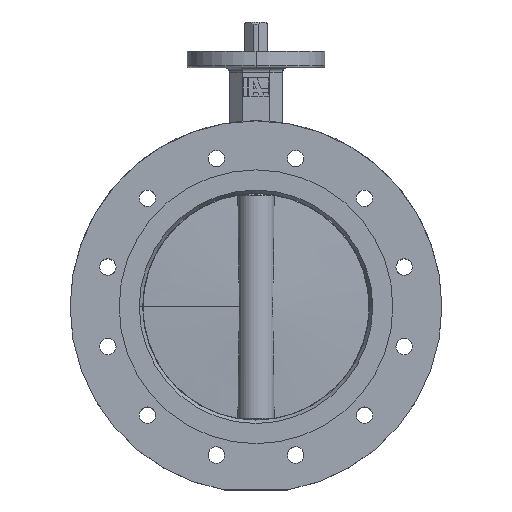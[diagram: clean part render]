
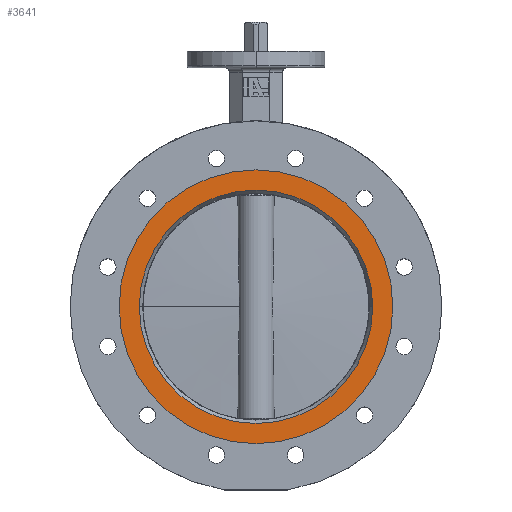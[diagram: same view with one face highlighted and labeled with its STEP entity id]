
A CAD part, top view. The second image highlights one B-rep face of the part: STEP entity #3641.
In plain terms, the highlighted planar face has unit normal (0, 0, 1).
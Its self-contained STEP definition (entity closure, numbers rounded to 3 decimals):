
#755 = CIRCLE ( 'NONE', #1335, 127.464 ) ;
#761 = CIRCLE ( 'NONE', #1340, 127.464 ) ;
#778 = CIRCLE ( 'NONE', #1345, 149.5 ) ;
#794 = CIRCLE ( 'NONE', #1350, 149.5 ) ;
#1100 = AXIS2_PLACEMENT_3D ( 'NONE', #1548, #1547, #1552 ) ;
#1335 = AXIS2_PLACEMENT_3D ( 'NONE', #5886, #5887, #5888 ) ;
#1340 = AXIS2_PLACEMENT_3D ( 'NONE', #3720, #3721, #3722 ) ;
#1345 = AXIS2_PLACEMENT_3D ( 'NONE', #3745, #3746, #3747 ) ;
#1350 = AXIS2_PLACEMENT_3D ( 'NONE', #3770, #3771, #3772 ) ;
#1547 = DIRECTION ( 'NONE',  ( 0., 0., 1. ) ) ;
#1548 = CARTESIAN_POINT ( 'NONE',  ( 0., 0., 34. ) ) ;
#1550 = PLANE ( 'NONE',  #1100 ) ;
#1552 = DIRECTION ( 'NONE',  ( 1., 0., 0. ) ) ;
#1738 = CARTESIAN_POINT ( 'NONE',  ( -127.464, 0., 34. ) ) ;
#1742 = CARTESIAN_POINT ( 'NONE',  ( -149.5, 0., 34. ) ) ;
#1747 = CARTESIAN_POINT ( 'NONE',  ( 149.5, 0., 34. ) ) ;
#1750 = CARTESIAN_POINT ( 'NONE',  ( 127.464, 0., 34. ) ) ;
#2239 = ORIENTED_EDGE ( 'NONE', *, *, #6398, .T. ) ;
#2240 = ORIENTED_EDGE ( 'NONE', *, *, #6392, .T. ) ;
#2241 = ORIENTED_EDGE ( 'NONE', *, *, #6408, .T. ) ;
#2242 = ORIENTED_EDGE ( 'NONE', *, *, #6419, .T. ) ;
#3641 = ADVANCED_FACE ( 'NONE', ( #4598, #4600 ), #1550, .T. ) ;
#3720 = CARTESIAN_POINT ( 'NONE',  ( 0., 0., 34. ) ) ;
#3721 = DIRECTION ( 'NONE',  ( 0., 0., -1. ) ) ;
#3722 = DIRECTION ( 'NONE',  ( 1., 0., 0. ) ) ;
#3745 = CARTESIAN_POINT ( 'NONE',  ( 0., 0., 34. ) ) ;
#3746 = DIRECTION ( 'NONE',  ( 0., 0., 1. ) ) ;
#3747 = DIRECTION ( 'NONE',  ( 1., 0., 0. ) ) ;
#3770 = CARTESIAN_POINT ( 'NONE',  ( 0., 0., 34. ) ) ;
#3771 = DIRECTION ( 'NONE',  ( 0., 0., 1. ) ) ;
#3772 = DIRECTION ( 'NONE',  ( 1., 0., 0. ) ) ;
#4208 = VERTEX_POINT ( 'NONE', #1738 ) ;
#4214 = VERTEX_POINT ( 'NONE', #1742 ) ;
#4219 = VERTEX_POINT ( 'NONE', #1747 ) ;
#4222 = VERTEX_POINT ( 'NONE', #1750 ) ;
#4271 = EDGE_LOOP ( 'NONE', ( #2241, #2242 ) ) ;
#4297 = EDGE_LOOP ( 'NONE', ( #2239, #2240 ) ) ;
#4598 = FACE_BOUND ( 'NONE', #4297, .T. ) ;
#4600 = FACE_OUTER_BOUND ( 'NONE', #4271, .T. ) ;
#5886 = CARTESIAN_POINT ( 'NONE',  ( 0., 0., 34. ) ) ;
#5887 = DIRECTION ( 'NONE',  ( 0., 0., -1. ) ) ;
#5888 = DIRECTION ( 'NONE',  ( 1., 0., 0. ) ) ;
#6392 = EDGE_CURVE ( 'NONE', #4208, #4222, #755, .T. ) ;
#6398 = EDGE_CURVE ( 'NONE', #4222, #4208, #761, .T. ) ;
#6408 = EDGE_CURVE ( 'NONE', #4214, #4219, #778, .T. ) ;
#6419 = EDGE_CURVE ( 'NONE', #4219, #4214, #794, .T. ) ;
